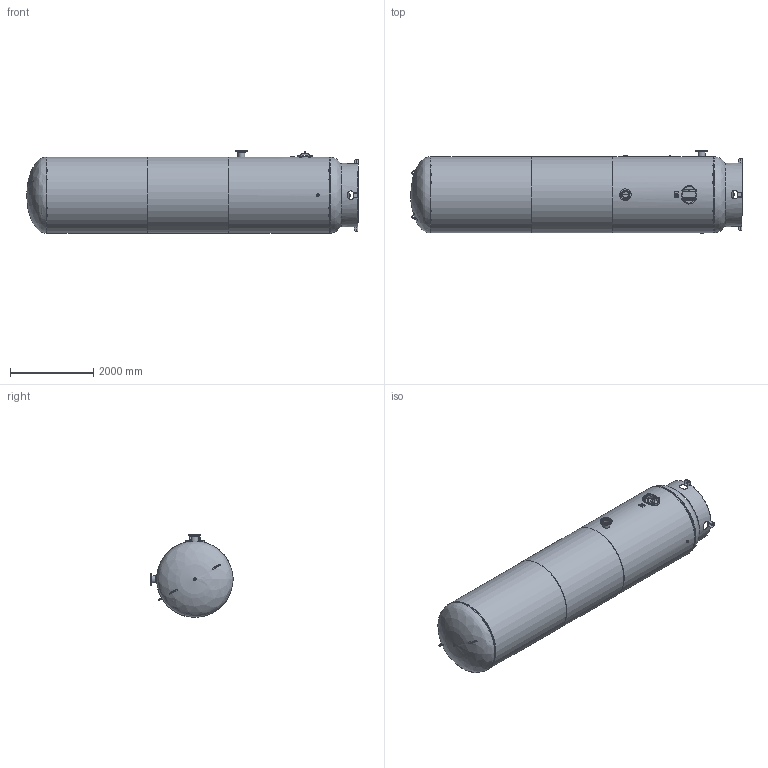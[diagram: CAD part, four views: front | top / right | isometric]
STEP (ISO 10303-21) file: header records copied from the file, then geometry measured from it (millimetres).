
FILE_DESCRIPTION(/* description */ ('72 X 305 150# VERT ASME STOCK 5000 GAL W/6" IN/OUTLET'),/* implementation_level */ '2;1');
FILE_NAME(/* name */ 'SPVG_C103115.stp',/* time_stamp */ '2020-08-28T10:12:45-05:00',/* author */ ('kim.thoune'),/* organization */ (''),/* preprocessor_version */ 'ST-DEVELOPER v17.2',/* originating_system */ 'Autodesk Inventor 2019',/* authorisation */ '');
FILE_SCHEMA (('AUTOMOTIVE_DESIGN { 1 0 10303 214 3 1 1 }'));
Length unit declared in the file: inch
Products named in the file (22): C103115; 37-2260; 37-2262; 37-2264; C103115-4HD; 910-503MH; C103115-5HD; 910-503MH_1; S103831; S103831-1; S102352; F103001; F101250; F101000; F100250; 46-9163; S102153; 45-596; S102153-2; 60-140; 64-053; 64-784
Assembly tree (31 placements, depth 3):
  C103115
    37-2260
    37-2262
    37-2264
    C103115-4HD
      910-503MH
    C103115-5HD
      910-503MH_1
    S103831
      S103831-1
      S102352  x4
    F103001
    F101250  x3
    F101000
    F100250
    46-9163
    S102153  x2
      45-596
      S102153-2
    60-140
      64-053
    64-784  x5
Bounding box: 7958.14 x 1999.25 x 1981.2 mm (x, y, z)
Volume: 466352014.2 mm3; surface area: 98597349.3 mm2
Topology: 30 solids, 30 shells, 739 faces, 1934 edges, 1288 vertices
Faces by surface type: plane 364, cylinder 193, bspline 120, torus 53, cone 9
Full cylindrical faces by diameter (mm): 6.35 x4, 11.455 x1, 22.225 x20, 23.019 x2, 26.987 x1, 30.302 x1, 43.256 x1, 44.45 x1, 44.856 x3, 46.037 x1, 49.212 x3, 50.8 x3, 53.975 x3, 60.325 x1, 63.5 x3, 82.55 x1, 96.837 x1, 98.425 x1, 107.95 x1, 146.329 x2, 168.275 x2, 170.688 x2, 171.45 x2, 192.1 x2, 215.9 x2, 279.4 x2, 1504.95 x1, 1524 x1, 1790.7 x2, 1809.75 x7
Entity records: 26187 total; most frequent: CARTESIAN_POINT 11952, ORIENTED_EDGE 2904, DIRECTION 2530, EDGE_CURVE 1452, VERTEX_POINT 966, AXIS2_PLACEMENT_3D 930, LINE 670, VECTOR 670
